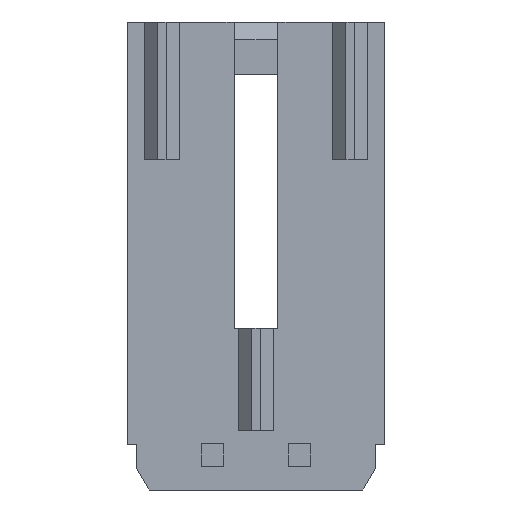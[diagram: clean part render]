
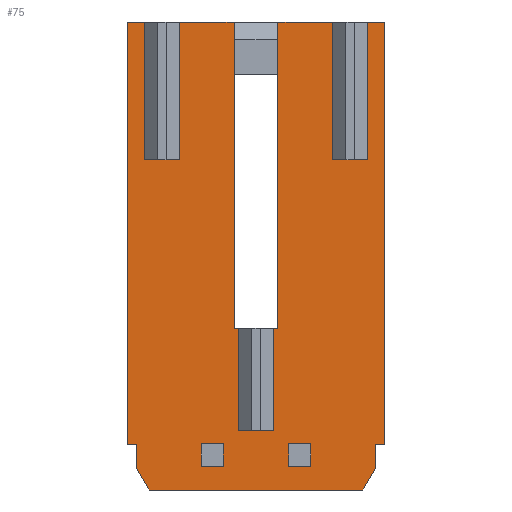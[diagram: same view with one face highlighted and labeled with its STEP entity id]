
A CAD part, front view. The second image highlights one B-rep face of the part: STEP entity #75.
In plain terms, the highlighted planar face has unit normal (0, -1, 0).
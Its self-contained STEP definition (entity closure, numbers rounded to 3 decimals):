
#75=ADVANCED_FACE('',(#201,#202,#203),#204,.T.);
#201=FACE_OUTER_BOUND('',#393,.T.);
#202=FACE_BOUND('',#394,.T.);
#203=FACE_BOUND('',#395,.T.);
#204=PLANE('',#396);
#393=EDGE_LOOP('',(#810,#811,#812,#813,#814,#815,#816,#817,#818,#819,#820,#821,#822,#823,#824,#825,#826,#827,#828,#829,#830,#831,#832,#833,#834,#835,#836,#837));
#394=EDGE_LOOP('',(#838,#839,#840,#841));
#395=EDGE_LOOP('',(#842,#843,#844,#845));
#396=AXIS2_PLACEMENT_3D('',#846,#847,#848);
#810=ORIENTED_EDGE('',*,*,#1465,.T.);
#811=ORIENTED_EDGE('',*,*,#1441,.F.);
#812=ORIENTED_EDGE('',*,*,#1466,.F.);
#813=ORIENTED_EDGE('',*,*,#1371,.F.);
#814=ORIENTED_EDGE('',*,*,#1467,.T.);
#815=ORIENTED_EDGE('',*,*,#1468,.F.);
#816=ORIENTED_EDGE('',*,*,#1469,.F.);
#817=ORIENTED_EDGE('',*,*,#1367,.F.);
#818=ORIENTED_EDGE('',*,*,#1334,.T.);
#819=ORIENTED_EDGE('',*,*,#1470,.T.);
#820=ORIENTED_EDGE('',*,*,#1471,.T.);
#821=ORIENTED_EDGE('',*,*,#1472,.F.);
#822=ORIENTED_EDGE('',*,*,#1473,.T.);
#823=ORIENTED_EDGE('',*,*,#1474,.T.);
#824=ORIENTED_EDGE('',*,*,#1475,.T.);
#825=ORIENTED_EDGE('',*,*,#1476,.F.);
#826=ORIENTED_EDGE('',*,*,#1477,.T.);
#827=ORIENTED_EDGE('',*,*,#1478,.F.);
#828=ORIENTED_EDGE('',*,*,#1382,.F.);
#829=ORIENTED_EDGE('',*,*,#1361,.F.);
#830=ORIENTED_EDGE('',*,*,#1479,.T.);
#831=ORIENTED_EDGE('',*,*,#1480,.F.);
#832=ORIENTED_EDGE('',*,*,#1481,.F.);
#833=ORIENTED_EDGE('',*,*,#1357,.F.);
#834=ORIENTED_EDGE('',*,*,#1482,.T.);
#835=ORIENTED_EDGE('',*,*,#1445,.F.);
#836=ORIENTED_EDGE('',*,*,#1483,.F.);
#837=ORIENTED_EDGE('',*,*,#1484,.F.);
#838=ORIENTED_EDGE('',*,*,#1485,.T.);
#839=ORIENTED_EDGE('',*,*,#1486,.T.);
#840=ORIENTED_EDGE('',*,*,#1487,.F.);
#841=ORIENTED_EDGE('',*,*,#1488,.F.);
#842=ORIENTED_EDGE('',*,*,#1489,.T.);
#843=ORIENTED_EDGE('',*,*,#1490,.T.);
#844=ORIENTED_EDGE('',*,*,#1491,.F.);
#845=ORIENTED_EDGE('',*,*,#1457,.F.);
#846=CARTESIAN_POINT('',(-3.745,-2.54,0.0));
#847=DIRECTION('',(0.0,-1.0,0.0));
#848=DIRECTION('',(0.0,0.0,-1.0));
#1334=EDGE_CURVE('',#1601,#1599,#1602,.T.);
#1357=EDGE_CURVE('',#1642,#1644,#1645,.T.);
#1361=EDGE_CURVE('',#1650,#1652,#1653,.T.);
#1367=EDGE_CURVE('',#1601,#1663,#1664,.T.);
#1371=EDGE_CURVE('',#1669,#1671,#1672,.T.);
#1382=EDGE_CURVE('',#1652,#1689,#1690,.T.);
#1441=EDGE_CURVE('',#1785,#1787,#1788,.T.);
#1445=EDGE_CURVE('',#1793,#1774,#1795,.T.);
#1457=EDGE_CURVE('',#1817,#1813,#1819,.T.);
#1465=EDGE_CURVE('',#1833,#1787,#1834,.T.);
#1466=EDGE_CURVE('',#1671,#1785,#1835,.T.);
#1467=EDGE_CURVE('',#1669,#1836,#1837,.T.);
#1468=EDGE_CURVE('',#1838,#1836,#1839,.T.);
#1469=EDGE_CURVE('',#1663,#1838,#1840,.T.);
#1470=EDGE_CURVE('',#1599,#1841,#1842,.T.);
#1471=EDGE_CURVE('',#1841,#1843,#1844,.T.);
#1472=EDGE_CURVE('',#1845,#1843,#1846,.T.);
#1473=EDGE_CURVE('',#1845,#1847,#1848,.T.);
#1474=EDGE_CURVE('',#1847,#1849,#1850,.T.);
#1475=EDGE_CURVE('',#1849,#1851,#1852,.T.);
#1476=EDGE_CURVE('',#1853,#1851,#1854,.T.);
#1477=EDGE_CURVE('',#1853,#1855,#1856,.T.);
#1478=EDGE_CURVE('',#1689,#1855,#1857,.T.);
#1479=EDGE_CURVE('',#1650,#1858,#1859,.T.);
#1480=EDGE_CURVE('',#1860,#1858,#1861,.T.);
#1481=EDGE_CURVE('',#1644,#1860,#1862,.T.);
#1482=EDGE_CURVE('',#1642,#1774,#1863,.T.);
#1483=EDGE_CURVE('',#1864,#1793,#1865,.T.);
#1484=EDGE_CURVE('',#1833,#1864,#1866,.T.);
#1485=EDGE_CURVE('',#1867,#1868,#1869,.T.);
#1486=EDGE_CURVE('',#1868,#1870,#1871,.T.);
#1487=EDGE_CURVE('',#1872,#1870,#1873,.T.);
#1488=EDGE_CURVE('',#1867,#1872,#1874,.T.);
#1489=EDGE_CURVE('',#1817,#1875,#1876,.T.);
#1490=EDGE_CURVE('',#1875,#1877,#1878,.T.);
#1491=EDGE_CURVE('',#1813,#1877,#1879,.T.);
#1599=VERTEX_POINT('',#2035);
#1601=VERTEX_POINT('',#2038);
#1602=LINE('',#2039,#2040);
#1642=VERTEX_POINT('',#2101);
#1644=VERTEX_POINT('',#2104);
#1645=LINE('',#2105,#2106);
#1650=VERTEX_POINT('',#2113);
#1652=VERTEX_POINT('',#2116);
#1653=LINE('',#2117,#2118);
#1663=VERTEX_POINT('',#2133);
#1664=LINE('',#2134,#2135);
#1669=VERTEX_POINT('',#2142);
#1671=VERTEX_POINT('',#2145);
#1672=LINE('',#2146,#2147);
#1689=VERTEX_POINT('',#2174);
#1690=LINE('',#2175,#2176);
#1774=VERTEX_POINT('',#2311);
#1785=VERTEX_POINT('',#2328);
#1787=VERTEX_POINT('',#2331);
#1788=LINE('',#2332,#2333);
#1793=VERTEX_POINT('',#2340);
#1795=LINE('',#2343,#2344);
#1813=VERTEX_POINT('',#2370);
#1817=VERTEX_POINT('',#2376);
#1819=LINE('',#2379,#2380);
#1833=VERTEX_POINT('',#2401);
#1834=LINE('',#2402,#2403);
#1835=LINE('',#2404,#2405);
#1836=VERTEX_POINT('',#2406);
#1837=LINE('',#2407,#2408);
#1838=VERTEX_POINT('',#2409);
#1839=LINE('',#2410,#2411);
#1840=LINE('',#2412,#2413);
#1841=VERTEX_POINT('',#2414);
#1842=LINE('',#2415,#2416);
#1843=VERTEX_POINT('',#2417);
#1844=LINE('',#2418,#2419);
#1845=VERTEX_POINT('',#2420);
#1846=CIRCLE('',#2421,0.02);
#1847=VERTEX_POINT('',#2422);
#1848=LINE('',#2423,#2424);
#1849=VERTEX_POINT('',#2425);
#1850=LINE('',#2426,#2427);
#1851=VERTEX_POINT('',#2428);
#1852=LINE('',#2429,#2430);
#1853=VERTEX_POINT('',#2431);
#1854=CIRCLE('',#2432,0.02);
#1855=VERTEX_POINT('',#2433);
#1856=LINE('',#2434,#2435);
#1857=LINE('',#2436,#2437);
#1858=VERTEX_POINT('',#2438);
#1859=LINE('',#2439,#2440);
#1860=VERTEX_POINT('',#2441);
#1861=LINE('',#2442,#2443);
#1862=LINE('',#2444,#2445);
#1863=LINE('',#2446,#2447);
#1864=VERTEX_POINT('',#2448);
#1865=LINE('',#2449,#2450);
#1866=LINE('',#2451,#2452);
#1867=VERTEX_POINT('',#2453);
#1868=VERTEX_POINT('',#2454);
#1869=LINE('',#2455,#2456);
#1870=VERTEX_POINT('',#2457);
#1871=LINE('',#2458,#2459);
#1872=VERTEX_POINT('',#2460);
#1873=LINE('',#2461,#2462);
#1874=LINE('',#2463,#2464);
#1875=VERTEX_POINT('',#2465);
#1876=LINE('',#2466,#2467);
#1877=VERTEX_POINT('',#2468);
#1878=LINE('',#2469,#2470);
#1879=LINE('',#2471,#2472);
#2035=CARTESIAN_POINT('',(-3.745,-2.54,-12.255));
#2038=CARTESIAN_POINT('',(-3.745,-2.54,0.0));
#2039=CARTESIAN_POINT('',(-3.745,-2.54,0.0));
#2040=VECTOR('',#2716,12.255);
#2101=CARTESIAN_POINT('',(0.635,-2.54,0.0));
#2104=CARTESIAN_POINT('',(2.23,-2.54,0.0));
#2105=CARTESIAN_POINT('',(0.635,-2.54,0.0));
#2106=VECTOR('',#2739,1.595);
#2113=CARTESIAN_POINT('',(3.25,-2.54,0.0));
#2116=CARTESIAN_POINT('',(3.745,-2.54,0.0));
#2117=CARTESIAN_POINT('',(3.25,-2.54,0.0));
#2118=VECTOR('',#2743,0.495);
#2133=CARTESIAN_POINT('',(-3.25,-2.54,0.0));
#2134=CARTESIAN_POINT('',(-3.745,-2.54,0.0));
#2135=VECTOR('',#2749,0.495);
#2142=CARTESIAN_POINT('',(-2.23,-2.54,0.0));
#2145=CARTESIAN_POINT('',(-0.635,-2.54,0.0));
#2146=CARTESIAN_POINT('',(-2.23,-2.54,0.0));
#2147=VECTOR('',#2753,1.595);
#2174=CARTESIAN_POINT('',(3.745,-2.54,-12.255));
#2175=CARTESIAN_POINT('',(3.745,-2.54,0.0));
#2176=VECTOR('',#2764,12.255);
#2311=CARTESIAN_POINT('',(0.635,-2.54,-8.89));
#2328=CARTESIAN_POINT('',(-0.635,-2.54,-8.89));
#2331=CARTESIAN_POINT('',(-0.51,-2.54,-8.89));
#2332=CARTESIAN_POINT('',(-0.635,-2.54,-8.89));
#2333=VECTOR('',#2823,0.125);
#2340=CARTESIAN_POINT('',(0.51,-2.54,-8.89));
#2343=CARTESIAN_POINT('',(0.51,-2.54,-8.89));
#2344=VECTOR('',#2827,0.125);
#2370=CARTESIAN_POINT('',(0.955,-2.54,-12.899));
#2376=CARTESIAN_POINT('',(0.955,-2.54,-12.249));
#2379=CARTESIAN_POINT('',(0.955,-2.54,-12.249));
#2380=VECTOR('',#2839,0.65);
#2401=CARTESIAN_POINT('',(-0.51,-2.54,-11.86));
#2402=CARTESIAN_POINT('',(-0.51,-2.54,-11.86));
#2403=VECTOR('',#2847,2.97);
#2404=CARTESIAN_POINT('',(-0.635,-2.54,0.0));
#2405=VECTOR('',#2848,8.89);
#2406=CARTESIAN_POINT('',(-2.23,-2.54,-4.0));
#2407=CARTESIAN_POINT('',(-2.23,-2.54,0.0));
#2408=VECTOR('',#2849,4.0);
#2409=CARTESIAN_POINT('',(-3.25,-2.54,-4.0));
#2410=CARTESIAN_POINT('',(-3.25,-2.54,-4.0));
#2411=VECTOR('',#2850,1.02);
#2412=CARTESIAN_POINT('',(-3.25,-2.54,0.0));
#2413=VECTOR('',#2851,4.0);
#2414=CARTESIAN_POINT('',(-3.47,-2.54,-12.255));
#2415=CARTESIAN_POINT('',(-3.745,-2.54,-12.255));
#2416=VECTOR('',#2852,0.275);
#2417=CARTESIAN_POINT('',(-3.47,-2.54,-12.955));
#2418=CARTESIAN_POINT('',(-3.47,-2.54,-12.255));
#2419=VECTOR('',#2853,0.7);
#2420=CARTESIAN_POINT('',(-3.467,-2.54,-12.965));
#2421=AXIS2_PLACEMENT_3D('',#2854,#2855,#2856);
#2422=CARTESIAN_POINT('',(-3.106,-2.54,-13.59));
#2423=CARTESIAN_POINT('',(-3.467,-2.54,-12.965));
#2424=VECTOR('',#2857,0.722);
#2425=CARTESIAN_POINT('',(3.106,-2.54,-13.59));
#2426=CARTESIAN_POINT('',(-3.106,-2.54,-13.59));
#2427=VECTOR('',#2858,6.213);
#2428=CARTESIAN_POINT('',(3.467,-2.54,-12.965));
#2429=CARTESIAN_POINT('',(3.106,-2.54,-13.59));
#2430=VECTOR('',#2859,0.722);
#2431=CARTESIAN_POINT('',(3.47,-2.54,-12.955));
#2432=AXIS2_PLACEMENT_3D('',#2860,#2861,#2862);
#2433=CARTESIAN_POINT('',(3.47,-2.54,-12.255));
#2434=CARTESIAN_POINT('',(3.47,-2.54,-12.955));
#2435=VECTOR('',#2863,0.7);
#2436=CARTESIAN_POINT('',(3.745,-2.54,-12.255));
#2437=VECTOR('',#2864,0.275);
#2438=CARTESIAN_POINT('',(3.25,-2.54,-4.0));
#2439=CARTESIAN_POINT('',(3.25,-2.54,0.0));
#2440=VECTOR('',#2865,4.0);
#2441=CARTESIAN_POINT('',(2.23,-2.54,-4.0));
#2442=CARTESIAN_POINT('',(2.23,-2.54,-4.0));
#2443=VECTOR('',#2866,1.02);
#2444=CARTESIAN_POINT('',(2.23,-2.54,0.0));
#2445=VECTOR('',#2867,4.0);
#2446=CARTESIAN_POINT('',(0.635,-2.54,0.0));
#2447=VECTOR('',#2868,8.89);
#2448=CARTESIAN_POINT('',(0.51,-2.54,-11.86));
#2449=CARTESIAN_POINT('',(0.51,-2.54,-11.86));
#2450=VECTOR('',#2869,2.97);
#2451=CARTESIAN_POINT('',(-0.51,-2.54,-11.86));
#2452=VECTOR('',#2870,1.02);
#2453=CARTESIAN_POINT('',(-1.585,-2.54,-12.249));
#2454=CARTESIAN_POINT('',(-0.945,-2.54,-12.249));
#2455=CARTESIAN_POINT('',(-1.585,-2.54,-12.249));
#2456=VECTOR('',#2871,0.64);
#2457=CARTESIAN_POINT('',(-0.945,-2.54,-12.899));
#2458=CARTESIAN_POINT('',(-0.945,-2.54,-12.249));
#2459=VECTOR('',#2872,0.65);
#2460=CARTESIAN_POINT('',(-1.585,-2.54,-12.899));
#2461=CARTESIAN_POINT('',(-1.585,-2.54,-12.899));
#2462=VECTOR('',#2873,0.64);
#2463=CARTESIAN_POINT('',(-1.585,-2.54,-12.249));
#2464=VECTOR('',#2874,0.65);
#2465=CARTESIAN_POINT('',(1.595,-2.54,-12.249));
#2466=CARTESIAN_POINT('',(0.955,-2.54,-12.249));
#2467=VECTOR('',#2875,0.64);
#2468=CARTESIAN_POINT('',(1.595,-2.54,-12.899));
#2469=CARTESIAN_POINT('',(1.595,-2.54,-12.249));
#2470=VECTOR('',#2876,0.65);
#2471=CARTESIAN_POINT('',(0.955,-2.54,-12.899));
#2472=VECTOR('',#2877,0.64);
#2716=DIRECTION('',(0.0,0.0,-1.0));
#2739=DIRECTION('',(1.0,0.0,0.0));
#2743=DIRECTION('',(1.0,0.0,0.0));
#2749=DIRECTION('',(1.0,0.0,0.0));
#2753=DIRECTION('',(1.0,0.0,0.0));
#2764=DIRECTION('',(0.0,0.0,-1.0));
#2823=DIRECTION('',(1.0,0.0,0.0));
#2827=DIRECTION('',(1.0,0.0,0.0));
#2839=DIRECTION('',(0.0,0.0,-1.0));
#2847=DIRECTION('',(0.0,0.0,1.0));
#2848=DIRECTION('',(0.0,0.0,-1.0));
#2849=DIRECTION('',(0.0,0.0,-1.0));
#2850=DIRECTION('',(1.0,0.0,0.0));
#2851=DIRECTION('',(0.0,0.0,-1.0));
#2852=DIRECTION('',(1.0,0.0,0.0));
#2853=DIRECTION('',(0.0,0.0,-1.0));
#2854=CARTESIAN_POINT('',(-3.45,-2.54,-12.955));
#2855=DIRECTION('',(0.0,1.0,0.0));
#2856=DIRECTION('',(-0.866,0.0,-0.5));
#2857=DIRECTION('',(0.5,0.0,-0.866));
#2858=DIRECTION('',(1.0,0.0,0.0));
#2859=DIRECTION('',(0.5,0.0,0.866));
#2860=CARTESIAN_POINT('',(3.45,-2.54,-12.955));
#2861=DIRECTION('',(-0.0,1.0,0.0));
#2862=DIRECTION('',(1.0,0.0,0.0));
#2863=DIRECTION('',(0.0,0.0,1.0));
#2864=DIRECTION('',(-1.0,0.0,0.0));
#2865=DIRECTION('',(0.0,0.0,-1.0));
#2866=DIRECTION('',(1.0,0.0,0.0));
#2867=DIRECTION('',(0.0,0.0,-1.0));
#2868=DIRECTION('',(0.0,0.0,-1.0));
#2869=DIRECTION('',(0.0,0.0,1.0));
#2870=DIRECTION('',(1.0,0.0,0.0));
#2871=DIRECTION('',(1.0,0.0,0.0));
#2872=DIRECTION('',(0.0,0.0,-1.0));
#2873=DIRECTION('',(1.0,0.0,0.0));
#2874=DIRECTION('',(0.0,0.0,-1.0));
#2875=DIRECTION('',(1.0,0.0,0.0));
#2876=DIRECTION('',(0.0,0.0,-1.0));
#2877=DIRECTION('',(1.0,0.0,0.0));
